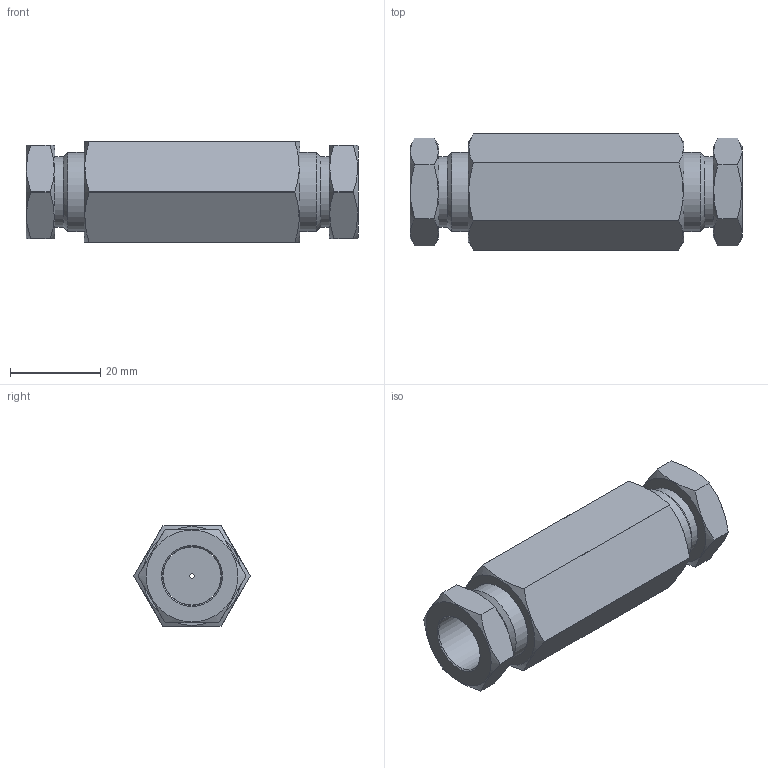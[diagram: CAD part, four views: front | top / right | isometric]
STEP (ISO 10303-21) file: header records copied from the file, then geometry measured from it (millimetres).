
FILE_DESCRIPTION((''),'2;1');
FILE_NAME('305129-ZU8 Internal union.stp','2013-08-23T15:44:14',('Franzp'),(''),'Autodesk Inventor 2013','Autodesk Inventor 2013','');
FILE_SCHEMA(('AUTOMOTIVE_DESIGN { 1 0 10303 214 1 1 1 1 }'));
Length unit declared in the file: millimetre
Products named in the file (1): 305129_Shrinkwrap_1
Bounding box: 73.38 x 25.66 x 22.23 mm (x, y, z)
Surface area: 8924.8 mm2 (no closed solid volume)
Topology: 0 solids, 7 shells, 44 faces, 164 edges, 110 vertices
Faces by surface type: plane 26, cone 12, cylinder 6
Full cylindrical faces by diameter (mm): 12.95 x2, 15.5 x2, 17.462 x2
Entity records: 1631 total; most frequent: CARTESIAN_POINT 357, DIRECTION 258, ORIENTED_EDGE 190, EDGE_CURVE 138, AXIS2_PLACEMENT_3D 111, VERTEX_POINT 102, EDGE_LOOP 70, CIRCLE 66
